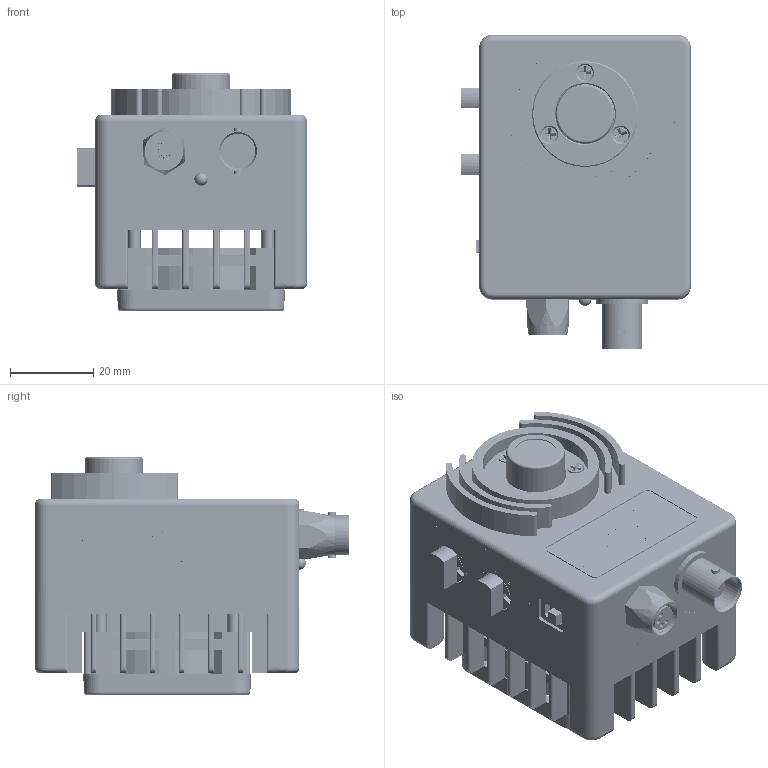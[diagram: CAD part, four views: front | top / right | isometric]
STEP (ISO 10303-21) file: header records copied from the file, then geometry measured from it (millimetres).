
FILE_DESCRIPTION (( 'STEP AP203' ), '1' );
FILE_NAME ('21417-E0W.STEP', '2011-11-29T21:53:10', ( 'Admin' ), ( 'Thorlabs, Inc.' ), 'SwSTEP 2.0', 'SolidWorks 2011', '' );
FILE_SCHEMA (( 'CONFIG_CONTROL_DESIGN' ));
Products named in the file (1): 21417-E0W
Bounding box: 55.12 x 75.46 x 57 mm (x, y, z)
Volume: 71136.9 mm3; surface area: 70480.2 mm2
Topology: 115 solids, 129 shells, 9151 faces, 23453 edges, 14637 vertices
Faces by surface type: plane 5456, bspline 1658, cylinder 1646, cone 306, torus 83, sphere 2
Entity records: 338733 total; most frequent: CARTESIAN_POINT 131159, ORIENTED_EDGE 46326, DIRECTION 36492, EDGE_CURVE 23163, VECTOR 15512, LINE 15512, VERTEX_POINT 14581, AXIS2_PLACEMENT_3D 10490
